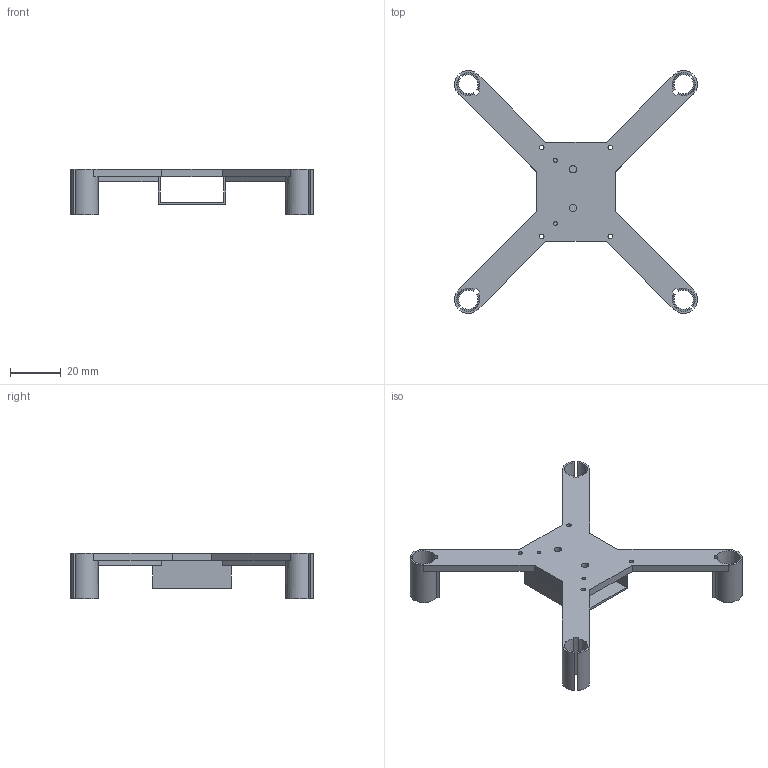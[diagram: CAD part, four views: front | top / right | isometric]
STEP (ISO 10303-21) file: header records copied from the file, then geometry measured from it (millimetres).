
FILE_DESCRIPTION(/* description */ (''),/* implementation_level */ '2;1');
FILE_NAME(/* name */ 'flix-frame.step',/* time_stamp */ '2024-10-29T13:57:43+03:00',/* author */ (''),/* organization */ (''),/* preprocessor_version */ '',/* originating_system */ '',/* authorisation */ '');
FILE_SCHEMA (('AUTOMOTIVE_DESIGN { 1 0 10303 214 3 1 1 }'));
Length unit declared in the file: millimetre
Products named in the file (1): flix-frame
Bounding box: 95.65 x 95.65 x 18 mm (x, y, z)
Volume: 12254 mm3; surface area: 15547 mm2
Topology: 5 solids, 5 shells, 150 faces, 417 edges, 278 vertices
Faces by surface type: plane 90, cylinder 52, cone 8
Full cylindrical faces by diameter (mm): 1.5 x2, 1.8 x4, 2.9 x2
Entity records: 4880 total; most frequent: CARTESIAN_POINT 878, ORIENTED_EDGE 834, DIRECTION 823, EDGE_CURVE 417, LINE 281, VECTOR 281, VERTEX_POINT 278, AXIS2_PLACEMENT_3D 271
